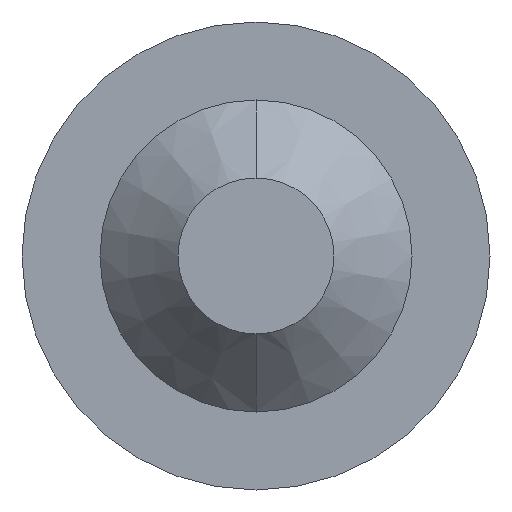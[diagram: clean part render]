
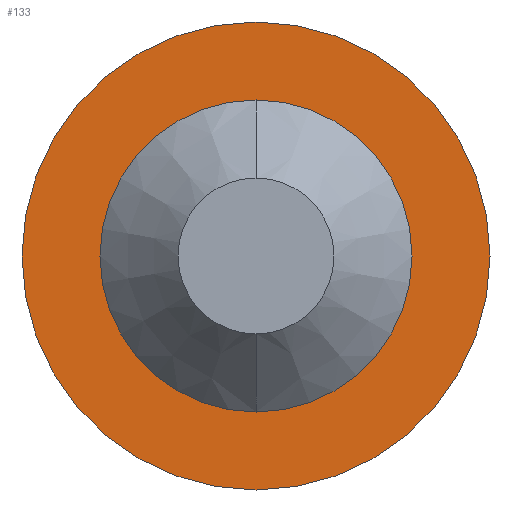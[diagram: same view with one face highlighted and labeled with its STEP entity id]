
A CAD part, front view. The second image highlights one B-rep face of the part: STEP entity #133.
In plain terms, the highlighted planar face has unit normal (0, -1, 0).
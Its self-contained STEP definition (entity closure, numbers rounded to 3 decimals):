
#6 = DIRECTION ( 'NONE',  ( 0., 1., 0. ) ) ;
#15 = EDGE_CURVE ( 'Defeature ausgef�hrt1_5+Defeature ausgef�hrt1_0+Defeature ausgef�hrt1_0+Defeature ausgef�hrt1_0', #103, #220, #533, .T. ) ;
#17 = CIRCLE ( 'NONE', #51, 1.5 ) ;
#23 = FACE_BOUND ( 'NONE', #303, .T. ) ;
#51 = AXIS2_PLACEMENT_3D ( 'NONE', #441, #326, #371 ) ;
#56 = EDGE_LOOP ( 'NONE', ( #69, #295 ) ) ;
#60 = CIRCLE ( 'NONE', #358, 1.5 ) ;
#68 = CARTESIAN_POINT ( 'NONE',  ( 0., 0., 1.5 ) ) ;
#69 = ORIENTED_EDGE ( 'NONE', *, *, #281, .T. ) ;
#70 = PLANE ( 'NONE',  #177 ) ;
#73 = CARTESIAN_POINT ( 'NONE',  ( 0., 0., -1. ) ) ;
#75 = CARTESIAN_POINT ( 'NONE',  ( 0., 0., 0. ) ) ;
#85 = CARTESIAN_POINT ( 'NONE',  ( 0., 0., 0. ) ) ;
#103 = VERTEX_POINT ( 'NONE', #351 ) ;
#106 = CARTESIAN_POINT ( 'NONE',  ( 0., 0., -1.5 ) ) ;
#133 = ADVANCED_FACE ( 'Defeature ausgef�hrt1_5', ( #23, #192 ), #70, .T. ) ;
#136 = DIRECTION ( 'NONE',  ( 0., 0., 1. ) ) ;
#144 = DIRECTION ( 'NONE',  ( 0., 0., -1. ) ) ;
#157 = VERTEX_POINT ( 'NONE', #106 ) ;
#163 = VERTEX_POINT ( 'NONE', #68 ) ;
#177 = AXIS2_PLACEMENT_3D ( 'NONE', #527, #305, #144 ) ;
#192 = FACE_OUTER_BOUND ( 'NONE', #56, .T. ) ;
#220 = VERTEX_POINT ( 'NONE', #73 ) ;
#245 = DIRECTION ( 'NONE',  ( 0., 0., -1. ) ) ;
#264 = CIRCLE ( 'NONE', #510, 1. ) ;
#270 = ORIENTED_EDGE ( 'NONE', *, *, #456, .T. ) ;
#279 = AXIS2_PLACEMENT_3D ( 'NONE', #85, #6, #339 ) ;
#281 = EDGE_CURVE ( 'Defeature ausgef�hrt1_5+Defeature ausgef�hrt1_3+Defeature ausgef�hrt1_3+Defeature ausgef�hrt1_3', #157, #163, #17, .T. ) ;
#295 = ORIENTED_EDGE ( 'NONE', *, *, #407, .T. ) ;
#303 = EDGE_LOOP ( 'NONE', ( #529, #270 ) ) ;
#305 = DIRECTION ( 'NONE',  ( 0., -1., 0. ) ) ;
#326 = DIRECTION ( 'NONE',  ( 0., -1., 0. ) ) ;
#338 = CARTESIAN_POINT ( 'NONE',  ( 0., 0., 0. ) ) ;
#339 = DIRECTION ( 'NONE',  ( 0., 0., 1. ) ) ;
#351 = CARTESIAN_POINT ( 'NONE',  ( 0., 0., 1. ) ) ;
#358 = AXIS2_PLACEMENT_3D ( 'NONE', #75, #448, #245 ) ;
#371 = DIRECTION ( 'NONE',  ( 0., 0., -1. ) ) ;
#407 = EDGE_CURVE ( 'Defeature ausgef�hrt1_5+Defeature ausgef�hrt1_3+Defeature ausgef�hrt1_3+Defeature ausgef�hrt1_3', #163, #157, #60, .T. ) ;
#441 = CARTESIAN_POINT ( 'NONE',  ( 0., 0., 0. ) ) ;
#448 = DIRECTION ( 'NONE',  ( 0., -1., 0. ) ) ;
#456 = EDGE_CURVE ( 'Defeature ausgef�hrt1_5+Defeature ausgef�hrt1_0+Defeature ausgef�hrt1_0+Defeature ausgef�hrt1_0', #220, #103, #264, .T. ) ;
#509 = DIRECTION ( 'NONE',  ( 0., 1., 0. ) ) ;
#510 = AXIS2_PLACEMENT_3D ( 'NONE', #338, #509, #136 ) ;
#527 = CARTESIAN_POINT ( 'NONE',  ( 0., 0., 0. ) ) ;
#529 = ORIENTED_EDGE ( 'NONE', *, *, #15, .T. ) ;
#533 = CIRCLE ( 'NONE', #279, 1. ) ;
